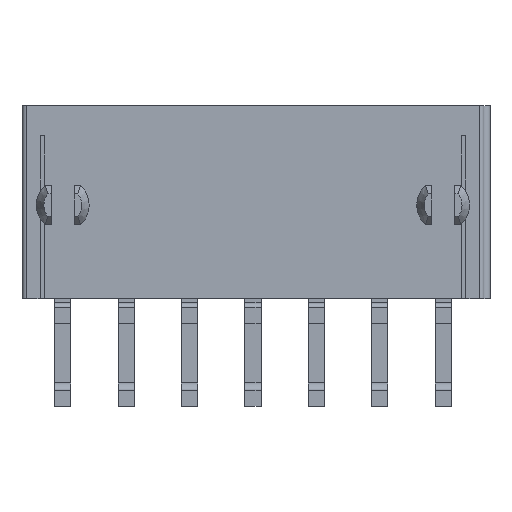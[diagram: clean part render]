
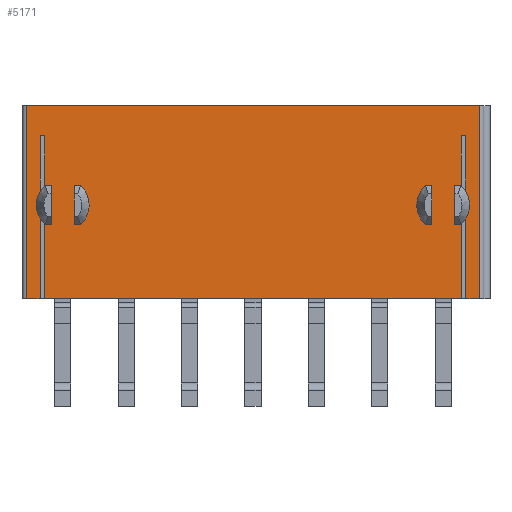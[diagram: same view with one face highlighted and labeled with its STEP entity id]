
A CAD part, front view. The second image highlights one B-rep face of the part: STEP entity #5171.
In plain terms, the highlighted planar face has unit normal (0, -1, 0).
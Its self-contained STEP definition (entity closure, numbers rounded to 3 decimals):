
#22=DIRECTION('',(-1.,0.,0.));
#23=VECTOR('',#22,30.);
#24=CARTESIAN_POINT('',(15.,0.4,0.));
#25=LINE('',#24,#23);
#369=DIRECTION('',(0.,0.,1.));
#370=VECTOR('',#369,12.8);
#371=CARTESIAN_POINT('',(-15.,0.4,-12.8));
#372=LINE('',#371,#370);
#378=DIRECTION('',(0.,0.,-1.));
#379=VECTOR('',#378,2.598);
#380=CARTESIAN_POINT('',(11.85,0.4,-5.301));
#381=LINE('',#380,#379);
#382=DIRECTION('',(0.,0.,1.));
#383=VECTOR('',#382,2.598);
#384=CARTESIAN_POINT('',(-11.85,0.4,-7.899));
#385=LINE('',#384,#383);
#386=DIRECTION('',(-1.,0.,0.));
#387=VECTOR('',#386,0.3);
#388=CARTESIAN_POINT('',(14.1,0.4,-2.));
#389=LINE('',#388,#387);
#390=DIRECTION('',(0.,0.,1.));
#391=VECTOR('',#390,3.7);
#392=CARTESIAN_POINT('',(13.8,0.4,-5.7));
#393=LINE('',#392,#391);
#394=DIRECTION('',(0.,0.,1.));
#395=VECTOR('',#394,2.598);
#396=CARTESIAN_POINT('',(13.35,0.4,-7.899));
#397=LINE('',#396,#395);
#398=DIRECTION('',(0.,0.,1.));
#399=VECTOR('',#398,5.3);
#400=CARTESIAN_POINT('',(13.8,0.4,-12.8));
#401=LINE('',#400,#399);
#402=DIRECTION('',(0.,0.,1.));
#403=VECTOR('',#402,5.3);
#404=CARTESIAN_POINT('',(-13.8,0.4,-12.8));
#405=LINE('',#404,#403);
#406=DIRECTION('',(0.,0.,-1.));
#407=VECTOR('',#406,2.598);
#408=CARTESIAN_POINT('',(-13.35,0.4,-5.301));
#409=LINE('',#408,#407);
#410=DIRECTION('',(0.,0.,1.));
#411=VECTOR('',#410,3.7);
#412=CARTESIAN_POINT('',(-13.8,0.4,-5.7));
#413=LINE('',#412,#411);
#414=DIRECTION('',(-1.,0.,0.));
#415=VECTOR('',#414,0.3);
#416=CARTESIAN_POINT('',(-13.8,0.4,-2.));
#417=LINE('',#416,#415);
#418=DIRECTION('',(0.,0.,1.));
#419=VECTOR('',#418,10.8);
#420=CARTESIAN_POINT('',(-14.1,0.4,-12.8));
#421=LINE('',#420,#419);
#422=DIRECTION('',(0.,0.,1.));
#423=VECTOR('',#422,10.8);
#424=CARTESIAN_POINT('',(14.1,0.4,-12.8));
#425=LINE('',#424,#423);
#431=CARTESIAN_POINT('',(12.6,0.4,-6.6));
#432=DIRECTION('',(0.,1.,0.));
#433=DIRECTION('',(-0.5,0.,-0.866));
#434=AXIS2_PLACEMENT_3D('',#431,#432,#433);
#436=CARTESIAN_POINT('',(12.6,0.4,-6.6));
#437=DIRECTION('',(0.,1.,0.));
#438=DIRECTION('',(0.8,0.,-0.6));
#439=AXIS2_PLACEMENT_3D('',#436,#437,#438);
#446=CARTESIAN_POINT('',(12.6,0.4,-6.6));
#447=DIRECTION('',(0.,1.,0.));
#448=DIRECTION('',(0.5,0.,0.866));
#449=AXIS2_PLACEMENT_3D('',#446,#447,#448);
#751=CARTESIAN_POINT('',(-12.6,0.4,-6.6));
#752=DIRECTION('',(0.,1.,0.));
#753=DIRECTION('',(0.5,0.,0.866));
#754=AXIS2_PLACEMENT_3D('',#751,#752,#753);
#761=CARTESIAN_POINT('',(-12.6,0.4,-6.6));
#762=DIRECTION('',(0.,1.,0.));
#763=DIRECTION('',(-0.8,0.,0.6));
#764=AXIS2_PLACEMENT_3D('',#761,#762,#763);
#771=CARTESIAN_POINT('',(-12.6,0.4,-6.6));
#772=DIRECTION('',(0.,1.,0.));
#773=DIRECTION('',(-0.5,0.,-0.866));
#774=AXIS2_PLACEMENT_3D('',#771,#772,#773);
#804=DIRECTION('',(-1.,0.,0.));
#805=VECTOR('',#804,0.9);
#806=CARTESIAN_POINT('',(-14.1,0.4,-12.8));
#807=LINE('',#806,#805);
#812=DIRECTION('',(-1.,0.,0.));
#813=VECTOR('',#812,27.6);
#814=CARTESIAN_POINT('',(13.8,0.4,-12.8));
#815=LINE('',#814,#813);
#820=DIRECTION('',(-1.,0.,0.));
#821=VECTOR('',#820,0.9);
#822=CARTESIAN_POINT('',(15.,0.4,-12.8));
#823=LINE('',#822,#821);
#1165=DIRECTION('',(0.,0.,1.));
#1166=VECTOR('',#1165,12.8);
#1167=CARTESIAN_POINT('',(15.,0.4,-12.8));
#1168=LINE('',#1167,#1166);
#3817=CARTESIAN_POINT('',(15.,0.4,-12.8));
#3818=CARTESIAN_POINT('',(15.,0.4,0.));
#3819=VERTEX_POINT('',#3817);
#3820=VERTEX_POINT('',#3818);
#3845=CARTESIAN_POINT('',(-15.,0.4,0.));
#3846=VERTEX_POINT('',#3845);
#3847=CARTESIAN_POINT('',(-15.,0.4,-12.8));
#3848=VERTEX_POINT('',#3847);
#3849=CARTESIAN_POINT('',(11.85,0.4,-5.301));
#3850=CARTESIAN_POINT('',(11.85,0.4,-7.899));
#3851=VERTEX_POINT('',#3849);
#3852=VERTEX_POINT('',#3850);
#3853=CARTESIAN_POINT('',(13.35,0.4,-7.899));
#3854=CARTESIAN_POINT('',(13.35,0.4,-5.301));
#3855=VERTEX_POINT('',#3853);
#3856=VERTEX_POINT('',#3854);
#3901=CARTESIAN_POINT('',(-13.35,0.4,-5.301));
#3902=CARTESIAN_POINT('',(-13.35,0.4,-7.899));
#3903=VERTEX_POINT('',#3901);
#3904=VERTEX_POINT('',#3902);
#3905=CARTESIAN_POINT('',(-11.85,0.4,-7.899));
#3906=CARTESIAN_POINT('',(-11.85,0.4,-5.301));
#3907=VERTEX_POINT('',#3905);
#3908=VERTEX_POINT('',#3906);
#3969=CARTESIAN_POINT('',(14.1,0.4,-2.));
#3970=CARTESIAN_POINT('',(13.8,0.4,-2.));
#3971=VERTEX_POINT('',#3969);
#3972=VERTEX_POINT('',#3970);
#3973=CARTESIAN_POINT('',(13.8,0.4,-12.8));
#3974=CARTESIAN_POINT('',(13.8,0.4,-7.5));
#3975=VERTEX_POINT('',#3973);
#3976=VERTEX_POINT('',#3974);
#3977=CARTESIAN_POINT('',(14.1,0.4,-12.8));
#3978=VERTEX_POINT('',#3977);
#3979=CARTESIAN_POINT('',(-14.1,0.4,-12.8));
#3980=CARTESIAN_POINT('',(-14.1,0.4,-2.));
#3981=VERTEX_POINT('',#3979);
#3982=VERTEX_POINT('',#3980);
#3983=CARTESIAN_POINT('',(-13.8,0.4,-12.8));
#3984=CARTESIAN_POINT('',(-13.8,0.4,-7.5));
#3985=VERTEX_POINT('',#3983);
#3986=VERTEX_POINT('',#3984);
#3987=CARTESIAN_POINT('',(-13.8,0.4,-2.));
#3988=VERTEX_POINT('',#3987);
#3989=CARTESIAN_POINT('',(13.8,0.4,-5.7));
#3990=VERTEX_POINT('',#3989);
#3991=CARTESIAN_POINT('',(-13.8,0.4,-5.7));
#3992=VERTEX_POINT('',#3991);
#5114=CARTESIAN_POINT('',(15.3,0.4,0.));
#5115=DIRECTION('',(0.,-1.,0.));
#5116=DIRECTION('',(-1.,0.,0.));
#5117=AXIS2_PLACEMENT_3D('',#5114,#5115,#5116);
#5118=PLANE('',#5117);
#5120=ORIENTED_EDGE('',*,*,#5119,.T.);
#5122=ORIENTED_EDGE('',*,*,#5121,.F.);
#5124=ORIENTED_EDGE('',*,*,#5123,.F.);
#5126=ORIENTED_EDGE('',*,*,#5125,.F.);
#5128=ORIENTED_EDGE('',*,*,#5127,.F.);
#5130=ORIENTED_EDGE('',*,*,#5129,.F.);
#5132=ORIENTED_EDGE('',*,*,#5131,.T.);
#5134=ORIENTED_EDGE('',*,*,#5133,.T.);
#5136=ORIENTED_EDGE('',*,*,#5135,.F.);
#5138=ORIENTED_EDGE('',*,*,#5137,.F.);
#5140=ORIENTED_EDGE('',*,*,#5139,.F.);
#5142=ORIENTED_EDGE('',*,*,#5141,.T.);
#5144=ORIENTED_EDGE('',*,*,#5143,.T.);
#5146=ORIENTED_EDGE('',*,*,#5145,.F.);
#5148=ORIENTED_EDGE('',*,*,#5147,.T.);
#5149=ORIENTED_EDGE('',*,*,#5107,.T.);
#5150=ORIENTED_EDGE('',*,*,#4840,.F.);
#5152=ORIENTED_EDGE('',*,*,#5151,.F.);
#5154=ORIENTED_EDGE('',*,*,#5153,.T.);
#5156=ORIENTED_EDGE('',*,*,#5155,.T.);
#5157=EDGE_LOOP('',(#5120,#5122,#5124,#5126,#5128,#5130,#5132,#5134,#5136,#5138,
#5140,#5142,#5144,#5146,#5148,#5149,#5150,#5152,#5154,#5156));
#5158=FACE_OUTER_BOUND('',#5157,.F.);
#5160=ORIENTED_EDGE('',*,*,#5159,.F.);
#5162=ORIENTED_EDGE('',*,*,#5161,.F.);
#5163=EDGE_LOOP('',(#5160,#5162));
#5164=FACE_BOUND('',#5163,.F.);
#5166=ORIENTED_EDGE('',*,*,#5165,.F.);
#5168=ORIENTED_EDGE('',*,*,#5167,.F.);
#5169=EDGE_LOOP('',(#5166,#5168));
#5170=FACE_BOUND('',#5169,.F.);
#5171=ADVANCED_FACE('',(#5158,#5164,#5170),#5118,.T.);
#435=CIRCLE('',#434,1.5);
#440=CIRCLE('',#439,1.5);
#450=CIRCLE('',#449,1.5);
#755=CIRCLE('',#754,1.5);
#765=CIRCLE('',#764,1.5);
#775=CIRCLE('',#774,1.5);
#4840=EDGE_CURVE('',#3820,#3846,#25,.T.);
#5107=EDGE_CURVE('',#3848,#3846,#372,.T.);
#5119=EDGE_CURVE('',#3971,#3972,#389,.T.);
#5121=EDGE_CURVE('',#3990,#3972,#393,.T.);
#5123=EDGE_CURVE('',#3856,#3990,#450,.T.);
#5125=EDGE_CURVE('',#3855,#3856,#397,.T.);
#5127=EDGE_CURVE('',#3976,#3855,#440,.T.);
#5129=EDGE_CURVE('',#3975,#3976,#401,.T.);
#5131=EDGE_CURVE('',#3975,#3985,#815,.T.);
#5133=EDGE_CURVE('',#3985,#3986,#405,.T.);
#5135=EDGE_CURVE('',#3904,#3986,#775,.T.);
#5137=EDGE_CURVE('',#3903,#3904,#409,.T.);
#5139=EDGE_CURVE('',#3992,#3903,#765,.T.);
#5141=EDGE_CURVE('',#3992,#3988,#413,.T.);
#5143=EDGE_CURVE('',#3988,#3982,#417,.T.);
#5145=EDGE_CURVE('',#3981,#3982,#421,.T.);
#5147=EDGE_CURVE('',#3981,#3848,#807,.T.);
#5151=EDGE_CURVE('',#3819,#3820,#1168,.T.);
#5153=EDGE_CURVE('',#3819,#3978,#823,.T.);
#5155=EDGE_CURVE('',#3978,#3971,#425,.T.);
#5159=EDGE_CURVE('',#3908,#3907,#755,.T.);
#5161=EDGE_CURVE('',#3907,#3908,#385,.T.);
#5165=EDGE_CURVE('',#3852,#3851,#435,.T.);
#5167=EDGE_CURVE('',#3851,#3852,#381,.T.);
